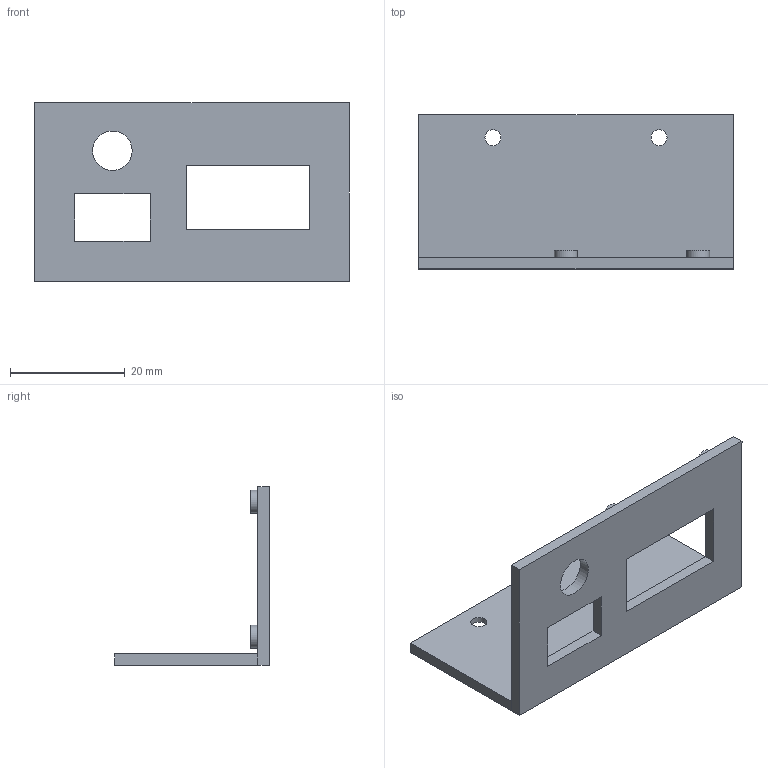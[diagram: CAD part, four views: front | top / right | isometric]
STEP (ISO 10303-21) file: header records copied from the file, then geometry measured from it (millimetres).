
FILE_DESCRIPTION(/* description */ (''),/* implementation_level */ '2;1');
FILE_NAME(/* name */ 'Front panel.step',/* time_stamp */ '2025-12-27T16:00:06+01:00',/* author */ (''),/* organization */ (''),/* preprocessor_version */ 'ST-DEVELOPER v20.1',/* originating_system */ 'Autodesk Translation Framework v14.21.0.0',/* authorisation */ '');
FILE_SCHEMA (('AUTOMOTIVE_DESIGN { 1 0 10303 214 3 1 1 }'));
Length unit declared in the file: millimetre
Products named in the file (2): 2025-12-26-17-50-08-414; 2025-12-27-14-44-46-112
Assembly tree (1 placements, depth 2):
  2025-12-26-17-50-08-414
    2025-12-27-14-44-46-112
Bounding box: 55 x 27 x 31.2 mm (x, y, z)
Volume: 5350 mm3; surface area: 6276.3 mm2
Topology: 1 solids, 1 shells, 43 faces, 91 edges, 60 vertices
Faces by surface type: plane 30, cylinder 13
Full cylindrical faces by diameter (mm): 2.4 x4, 2.8 x2, 4 x4, 6.5 x2, 6.9 x1
Entity records: 1235 total; most frequent: DIRECTION 209, CARTESIAN_POINT 197, ORIENTED_EDGE 182, EDGE_CURVE 91, AXIS2_PLACEMENT_3D 72, LINE 65, VECTOR 65, EDGE_LOOP 63
